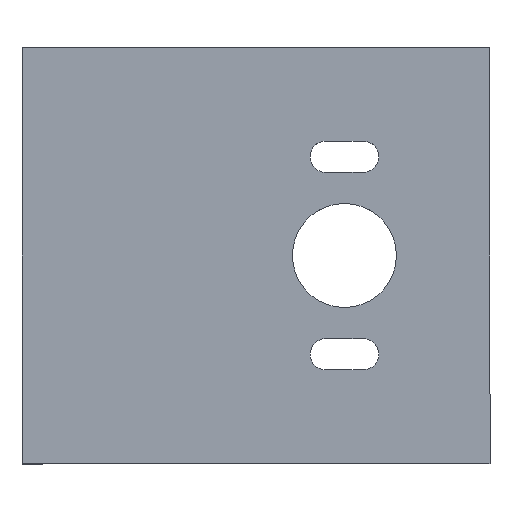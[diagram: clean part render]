
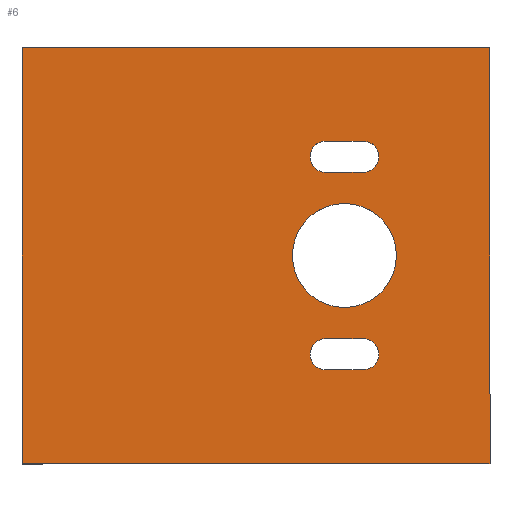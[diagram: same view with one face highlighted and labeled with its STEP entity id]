
A CAD part, top view. The second image highlights one B-rep face of the part: STEP entity #6.
In plain terms, the highlighted planar face has unit normal (0, 0, 1).
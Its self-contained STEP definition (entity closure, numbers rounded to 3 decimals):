
#6 = ADVANCED_FACE ( 'NONE', ( #312, #612, #396, #759 ), #823, .T. ) ;
#19 = EDGE_LOOP ( 'NONE', ( #215, #847 ) ) ;
#27 = LINE ( 'NONE', #531, #829 ) ;
#41 = DIRECTION ( 'NONE',  ( 1., 0., 0. ) ) ;
#42 = ORIENTED_EDGE ( 'NONE', *, *, #788, .F. ) ;
#48 = VECTOR ( 'NONE', #980, 1000. ) ;
#52 = EDGE_LOOP ( 'NONE', ( #588, #837, #887, #821 ) ) ;
#55 = DIRECTION ( 'NONE',  ( 0., -1., 0. ) ) ;
#59 = CARTESIAN_POINT ( 'NONE',  ( 39.758, 10.68, 2. ) ) ;
#69 = CARTESIAN_POINT ( 'NONE',  ( 34.658, 12.18, 2. ) ) ;
#70 = AXIS2_PLACEMENT_3D ( 'NONE', #261, #487, #813 ) ;
#82 = CARTESIAN_POINT ( 'NONE',  ( 37.958, 2.68, 2. ) ) ;
#98 = ORIENTED_EDGE ( 'NONE', *, *, #977, .F. ) ;
#111 = ORIENTED_EDGE ( 'NONE', *, *, #754, .F. ) ;
#112 = CARTESIAN_POINT ( 'NONE',  ( 51.958, 22.68, 2. ) ) ;
#128 = DIRECTION ( 'NONE',  ( 0., 0., 1. ) ) ;
#138 = AXIS2_PLACEMENT_3D ( 'NONE', #664, #504, #41 ) ;
#155 = EDGE_CURVE ( 'NONE', #218, #601, #274, .T. ) ;
#161 = VERTEX_POINT ( 'NONE', #594 ) ;
#168 = VERTEX_POINT ( 'NONE', #608 ) ;
#170 = AXIS2_PLACEMENT_3D ( 'NONE', #353, #753, #266 ) ;
#177 = CARTESIAN_POINT ( 'NONE',  ( 36.158, 12.18, 2. ) ) ;
#179 = VERTEX_POINT ( 'NONE', #677 ) ;
#187 = LINE ( 'NONE', #824, #48 ) ;
#200 = VECTOR ( 'NONE', #590, 1000. ) ;
#215 = ORIENTED_EDGE ( 'NONE', *, *, #421, .F. ) ;
#218 = VERTEX_POINT ( 'NONE', #833 ) ;
#225 = EDGE_CURVE ( 'NONE', #161, #254, #419, .T. ) ;
#228 = CARTESIAN_POINT ( 'NONE',  ( 36.158, -8.32, 2. ) ) ;
#233 = AXIS2_PLACEMENT_3D ( 'NONE', #177, #333, #654 ) ;
#245 = EDGE_CURVE ( 'NONE', #1003, #802, #499, .T. ) ;
#252 = VECTOR ( 'NONE', #379, 1000. ) ;
#254 = VERTEX_POINT ( 'NONE', #59 ) ;
#261 = CARTESIAN_POINT ( 'NONE',  ( 36.158, -6.82, 2. ) ) ;
#264 = ORIENTED_EDGE ( 'NONE', *, *, #913, .F. ) ;
#266 = DIRECTION ( 'NONE',  ( 1., 0., 0. ) ) ;
#271 = VECTOR ( 'NONE', #1006, 1000. ) ;
#274 = CIRCLE ( 'NONE', #969, 1.5 ) ;
#280 = DIRECTION ( 'NONE',  ( -1., 0., 0. ) ) ;
#296 = CARTESIAN_POINT ( 'NONE',  ( 39.758, 12.18, 2. ) ) ;
#304 = VERTEX_POINT ( 'NONE', #766 ) ;
#308 = CARTESIAN_POINT ( 'NONE',  ( 36.158, 13.68, 2. ) ) ;
#312 = FACE_BOUND ( 'NONE', #919, .T. ) ;
#318 = CARTESIAN_POINT ( 'NONE',  ( 34.658, -6.82, 2. ) ) ;
#324 = VERTEX_POINT ( 'NONE', #308 ) ;
#325 = CARTESIAN_POINT ( 'NONE',  ( 51.958, 22.68, 2. ) ) ;
#333 = DIRECTION ( 'NONE',  ( 0., 0., 1. ) ) ;
#342 = AXIS2_PLACEMENT_3D ( 'NONE', #296, #363, #843 ) ;
#353 = CARTESIAN_POINT ( 'NONE',  ( 36.158, 12.18, 2. ) ) ;
#358 = CARTESIAN_POINT ( 'NONE',  ( 36.158, 13.68, 2. ) ) ;
#361 = VERTEX_POINT ( 'NONE', #69 ) ;
#362 = AXIS2_PLACEMENT_3D ( 'NONE', #82, #874, #881 ) ;
#363 = DIRECTION ( 'NONE',  ( 0., 0., 1. ) ) ;
#366 = CARTESIAN_POINT ( 'NONE',  ( 36.158, 10.68, 2. ) ) ;
#370 = EDGE_CURVE ( 'NONE', #304, #845, #974, .T. ) ;
#373 = ORIENTED_EDGE ( 'NONE', *, *, #774, .F. ) ;
#379 = DIRECTION ( 'NONE',  ( 1., 0., 0. ) ) ;
#396 = FACE_BOUND ( 'NONE', #19, .T. ) ;
#410 = ORIENTED_EDGE ( 'NONE', *, *, #225, .F. ) ;
#413 = EDGE_CURVE ( 'NONE', #845, #568, #523, .T. ) ;
#415 = VERTEX_POINT ( 'NONE', #318 ) ;
#419 = LINE ( 'NONE', #366, #885 ) ;
#421 = EDGE_CURVE ( 'NONE', #802, #1003, #478, .T. ) ;
#432 = CIRCLE ( 'NONE', #170, 1.5 ) ;
#443 = DIRECTION ( 'NONE',  ( 0., 0., 1. ) ) ;
#446 = CARTESIAN_POINT ( 'NONE',  ( 39.758, -6.82, 2. ) ) ;
#451 = DIRECTION ( 'NONE',  ( 1., 0., 0. ) ) ;
#471 = DIRECTION ( 'NONE',  ( 0., 0., 1. ) ) ;
#476 = EDGE_CURVE ( 'NONE', #568, #701, #512, .T. ) ;
#478 = CIRCLE ( 'NONE', #362, 5. ) ;
#485 = CIRCLE ( 'NONE', #342, 1.5 ) ;
#487 = DIRECTION ( 'NONE',  ( 0., 0., 1. ) ) ;
#499 = CIRCLE ( 'NONE', #908, 5. ) ;
#503 = CARTESIAN_POINT ( 'NONE',  ( 51.958, -17.32, 2. ) ) ;
#504 = DIRECTION ( 'NONE',  ( 0., 0., 1. ) ) ;
#506 = EDGE_LOOP ( 'NONE', ( #98, #827, #264, #111, #727 ) ) ;
#512 = LINE ( 'NONE', #712, #646 ) ;
#523 = LINE ( 'NONE', #325, #682 ) ;
#531 = CARTESIAN_POINT ( 'NONE',  ( 6.958, 22.68, 2. ) ) ;
#538 = CARTESIAN_POINT ( 'NONE',  ( 37.958, 2.68, 2. ) ) ;
#568 = VERTEX_POINT ( 'NONE', #112 ) ;
#569 = DIRECTION ( 'NONE',  ( -1., 0., 0. ) ) ;
#588 = ORIENTED_EDGE ( 'NONE', *, *, #370, .T. ) ;
#590 = DIRECTION ( 'NONE',  ( -1., 0., 0. ) ) ;
#594 = CARTESIAN_POINT ( 'NONE',  ( 36.158, 10.68, 2. ) ) ;
#596 = LINE ( 'NONE', #358, #200 ) ;
#597 = CIRCLE ( 'NONE', #233, 1.5 ) ;
#601 = VERTEX_POINT ( 'NONE', #886 ) ;
#603 = ORIENTED_EDGE ( 'NONE', *, *, #911, .F. ) ;
#608 = CARTESIAN_POINT ( 'NONE',  ( 39.758, 13.68, 2. ) ) ;
#612 = FACE_OUTER_BOUND ( 'NONE', #52, .T. ) ;
#615 = EDGE_CURVE ( 'NONE', #415, #900, #855, .T. ) ;
#633 = EDGE_CURVE ( 'NONE', #361, #161, #597, .T. ) ;
#635 = LINE ( 'NONE', #228, #271 ) ;
#646 = VECTOR ( 'NONE', #569, 1000. ) ;
#654 = DIRECTION ( 'NONE',  ( 1., 0., 0. ) ) ;
#664 = CARTESIAN_POINT ( 'NONE',  ( 0., 0., 2. ) ) ;
#668 = CARTESIAN_POINT ( 'NONE',  ( 6.958, 22.68, 2. ) ) ;
#677 = CARTESIAN_POINT ( 'NONE',  ( 36.158, -5.32, 2. ) ) ;
#682 = VECTOR ( 'NONE', #716, 1000. ) ;
#691 = CARTESIAN_POINT ( 'NONE',  ( 36.158, -8.32, 2. ) ) ;
#693 = CARTESIAN_POINT ( 'NONE',  ( 51.958, -17.32, 2. ) ) ;
#701 = VERTEX_POINT ( 'NONE', #668 ) ;
#712 = CARTESIAN_POINT ( 'NONE',  ( 51.958, 22.68, 2. ) ) ;
#716 = DIRECTION ( 'NONE',  ( 0., 1., 0. ) ) ;
#727 = ORIENTED_EDGE ( 'NONE', *, *, #155, .F. ) ;
#753 = DIRECTION ( 'NONE',  ( 0., 0., 1. ) ) ;
#754 = EDGE_CURVE ( 'NONE', #601, #179, #187, .T. ) ;
#758 = CARTESIAN_POINT ( 'NONE',  ( 36.158, -6.82, 2. ) ) ;
#759 = FACE_BOUND ( 'NONE', #506, .T. ) ;
#766 = CARTESIAN_POINT ( 'NONE',  ( 6.958, -17.32, 2. ) ) ;
#774 = EDGE_CURVE ( 'NONE', #324, #361, #432, .T. ) ;
#783 = ORIENTED_EDGE ( 'NONE', *, *, #633, .F. ) ;
#788 = EDGE_CURVE ( 'NONE', #168, #324, #596, .T. ) ;
#800 = AXIS2_PLACEMENT_3D ( 'NONE', #758, #443, #848 ) ;
#802 = VERTEX_POINT ( 'NONE', #822 ) ;
#813 = DIRECTION ( 'NONE',  ( -1., 0., 0. ) ) ;
#821 = ORIENTED_EDGE ( 'NONE', *, *, #936, .T. ) ;
#822 = CARTESIAN_POINT ( 'NONE',  ( 32.958, 2.68, 2. ) ) ;
#823 = PLANE ( 'NONE',  #138 ) ;
#824 = CARTESIAN_POINT ( 'NONE',  ( 36.158, -5.32, 2. ) ) ;
#827 = ORIENTED_EDGE ( 'NONE', *, *, #615, .F. ) ;
#829 = VECTOR ( 'NONE', #55, 1000. ) ;
#833 = CARTESIAN_POINT ( 'NONE',  ( 39.758, -8.32, 2. ) ) ;
#837 = ORIENTED_EDGE ( 'NONE', *, *, #413, .T. ) ;
#842 = CIRCLE ( 'NONE', #800, 1.5 ) ;
#843 = DIRECTION ( 'NONE',  ( 1., 0., 0. ) ) ;
#845 = VERTEX_POINT ( 'NONE', #503 ) ;
#847 = ORIENTED_EDGE ( 'NONE', *, *, #245, .F. ) ;
#848 = DIRECTION ( 'NONE',  ( -1., 0., 0. ) ) ;
#855 = CIRCLE ( 'NONE', #70, 1.5 ) ;
#861 = CARTESIAN_POINT ( 'NONE',  ( 42.958, 2.68, 2. ) ) ;
#874 = DIRECTION ( 'NONE',  ( 0., 0., 1. ) ) ;
#881 = DIRECTION ( 'NONE',  ( 1., 0., 0. ) ) ;
#885 = VECTOR ( 'NONE', #912, 1000. ) ;
#886 = CARTESIAN_POINT ( 'NONE',  ( 39.758, -5.32, 2. ) ) ;
#887 = ORIENTED_EDGE ( 'NONE', *, *, #476, .T. ) ;
#900 = VERTEX_POINT ( 'NONE', #691 ) ;
#908 = AXIS2_PLACEMENT_3D ( 'NONE', #538, #471, #451 ) ;
#911 = EDGE_CURVE ( 'NONE', #254, #168, #485, .T. ) ;
#912 = DIRECTION ( 'NONE',  ( 1., 0., 0. ) ) ;
#913 = EDGE_CURVE ( 'NONE', #179, #415, #842, .T. ) ;
#919 = EDGE_LOOP ( 'NONE', ( #410, #783, #373, #42, #603 ) ) ;
#936 = EDGE_CURVE ( 'NONE', #701, #304, #27, .T. ) ;
#969 = AXIS2_PLACEMENT_3D ( 'NONE', #446, #128, #280 ) ;
#974 = LINE ( 'NONE', #693, #252 ) ;
#977 = EDGE_CURVE ( 'NONE', #900, #218, #635, .T. ) ;
#980 = DIRECTION ( 'NONE',  ( -1., 0., 0. ) ) ;
#1003 = VERTEX_POINT ( 'NONE', #861 ) ;
#1006 = DIRECTION ( 'NONE',  ( 1., 0., 0. ) ) ;
